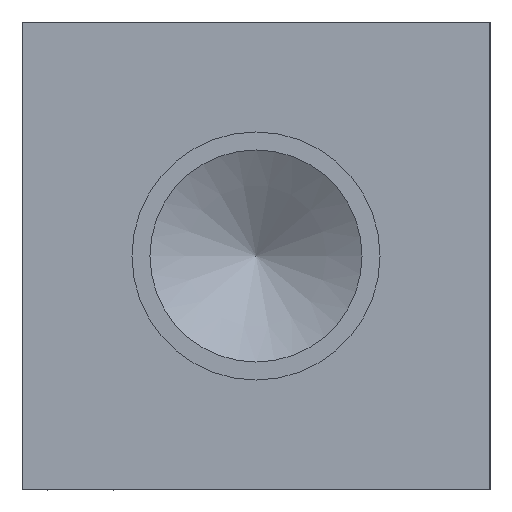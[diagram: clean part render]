
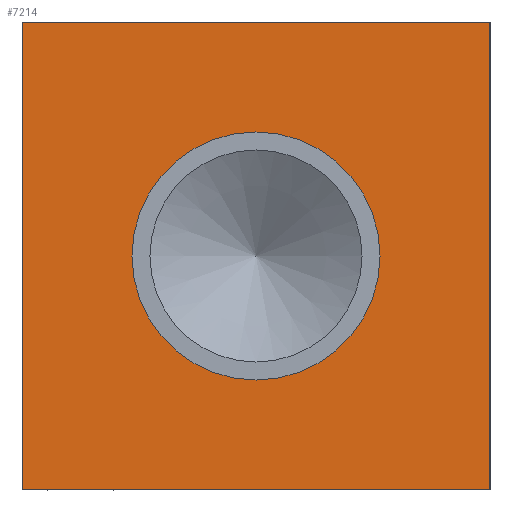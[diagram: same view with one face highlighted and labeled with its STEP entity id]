
A CAD part, left-side view. The second image highlights one B-rep face of the part: STEP entity #7214.
In plain terms, the highlighted planar face has unit normal (-1, 0, 0).
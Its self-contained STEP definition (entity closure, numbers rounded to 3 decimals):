
#144=CIRCLE('',#7583,13.462);
#145=CIRCLE('',#7584,13.462);
#193=FACE_BOUND('',#1205,.T.);
#425=PLANE('',#7586);
#791=FACE_OUTER_BOUND('',#1204,.T.);
#1204=EDGE_LOOP('',(#6408,#6409,#6410,#6411));
#1205=EDGE_LOOP('',(#6412,#6413));
#1487=LINE('',#11144,#2180);
#1907=LINE('',#12338,#2600);
#1908=LINE('',#12339,#2601);
#1909=LINE('',#12340,#2602);
#2180=VECTOR('',#7993,10.);
#2600=VECTOR('',#8985,10.);
#2601=VECTOR('',#8986,10.);
#2602=VECTOR('',#8987,10.);
#3112=VERTEX_POINT('',#11137);
#3115=VERTEX_POINT('',#11142);
#3472=VERTEX_POINT('',#12328);
#3473=VERTEX_POINT('',#12329);
#3474=VERTEX_POINT('',#12336);
#3475=VERTEX_POINT('',#12337);
#3931=EDGE_CURVE('',#3115,#3112,#1487,.T.);
#4457=EDGE_CURVE('',#3472,#3473,#144,.T.);
#4458=EDGE_CURVE('',#3473,#3472,#145,.T.);
#4461=EDGE_CURVE('',#3474,#3475,#1907,.T.);
#4462=EDGE_CURVE('',#3475,#3112,#1908,.T.);
#4463=EDGE_CURVE('',#3474,#3115,#1909,.T.);
#6408=ORIENTED_EDGE('',*,*,#4461,.T.);
#6409=ORIENTED_EDGE('',*,*,#4462,.T.);
#6410=ORIENTED_EDGE('',*,*,#3931,.F.);
#6411=ORIENTED_EDGE('',*,*,#4463,.F.);
#6412=ORIENTED_EDGE('',*,*,#4457,.T.);
#6413=ORIENTED_EDGE('',*,*,#4458,.T.);
#7214=ADVANCED_FACE('',(#791,#193),#425,.T.);
#7583=AXIS2_PLACEMENT_3D('',#12330,#8975,#8976);
#7584=AXIS2_PLACEMENT_3D('',#12331,#8977,#8978);
#7586=AXIS2_PLACEMENT_3D('',#12335,#8983,#8984);
#7993=DIRECTION('',(0.,-1.,0.));
#8975=DIRECTION('center_axis',(1.,0.,0.));
#8976=DIRECTION('ref_axis',(0.,1.,0.));
#8977=DIRECTION('center_axis',(1.,0.,0.));
#8978=DIRECTION('ref_axis',(0.,1.,0.));
#8983=DIRECTION('center_axis',(-1.,0.,0.));
#8984=DIRECTION('ref_axis',(0.,-1.,0.));
#8985=DIRECTION('',(0.,-1.,0.));
#8986=DIRECTION('',(0.,0.,1.));
#8987=DIRECTION('',(0.,0.,1.));
#11137=CARTESIAN_POINT('',(0.,0.,50.8));
#11142=CARTESIAN_POINT('',(0.,50.8,50.8));
#11144=CARTESIAN_POINT('',(0.,50.8,50.8));
#12328=CARTESIAN_POINT('',(0.,38.862,25.4));
#12329=CARTESIAN_POINT('',(0.,11.938,25.4));
#12330=CARTESIAN_POINT('Origin',(0.,25.4,25.4));
#12331=CARTESIAN_POINT('Origin',(0.,25.4,25.4));
#12335=CARTESIAN_POINT('Origin',(0.,50.8,0.));
#12336=CARTESIAN_POINT('',(0.,50.8,0.));
#12337=CARTESIAN_POINT('',(0.,0.,0.));
#12338=CARTESIAN_POINT('',(0.,50.8,0.));
#12339=CARTESIAN_POINT('',(0.,0.,0.));
#12340=CARTESIAN_POINT('',(0.,50.8,0.));
